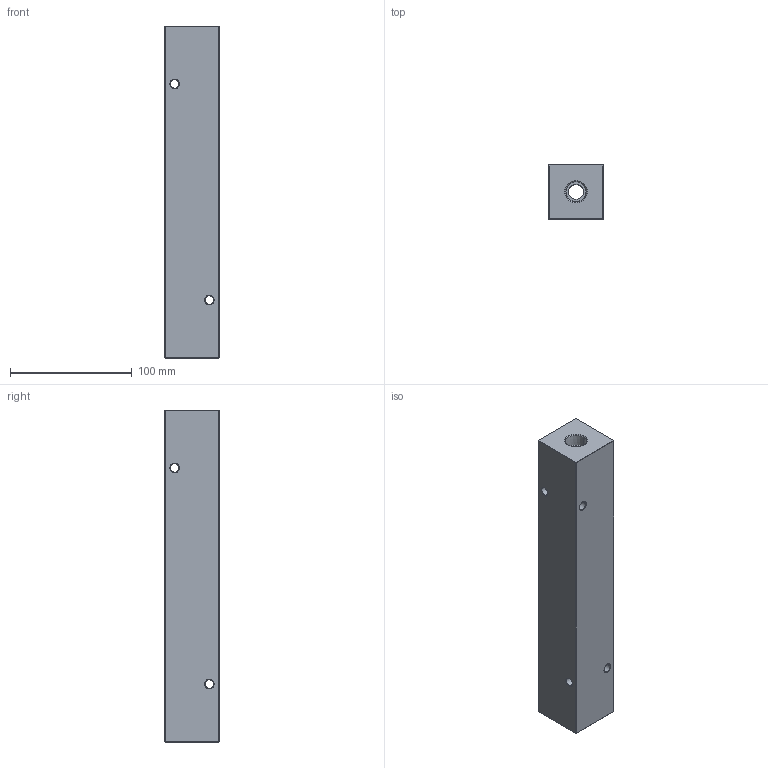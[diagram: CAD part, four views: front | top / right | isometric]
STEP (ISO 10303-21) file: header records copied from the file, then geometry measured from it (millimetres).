
FILE_DESCRIPTION (( 'STEP AP214' ), '1' );
FILE_NAME ('HM-6-0-P-6-4.STEP', '2020-02-28T16:19:42', ( '' ), ( '' ), 'SwSTEP 2.0', 'SolidWorks 2019', '' );
FILE_SCHEMA (( 'AUTOMOTIVE_DESIGN' ));
Length unit declared in the file: inch
Products named in the file (1): HM-6-0-P-6-4
Bounding box: 44.45 x 44.45 x 273.05 mm (x, y, z)
Volume: 483872.6 mm3; surface area: 69170.7 mm2
Topology: 1 solids, 1 shells, 488 faces, 1265 edges, 822 vertices
Faces by surface type: plane 245, bspline 177, cone 36, cylinder 30
Entity records: 29891 total; most frequent: CARTESIAN_POINT 13017, ORIENTED_EDGE 2530, DIRECTION 1595, EDGE_CURVE 1265, VERTEX_POINT 822, LINE 795, VECTOR 795, EDGE_LOOP 557
